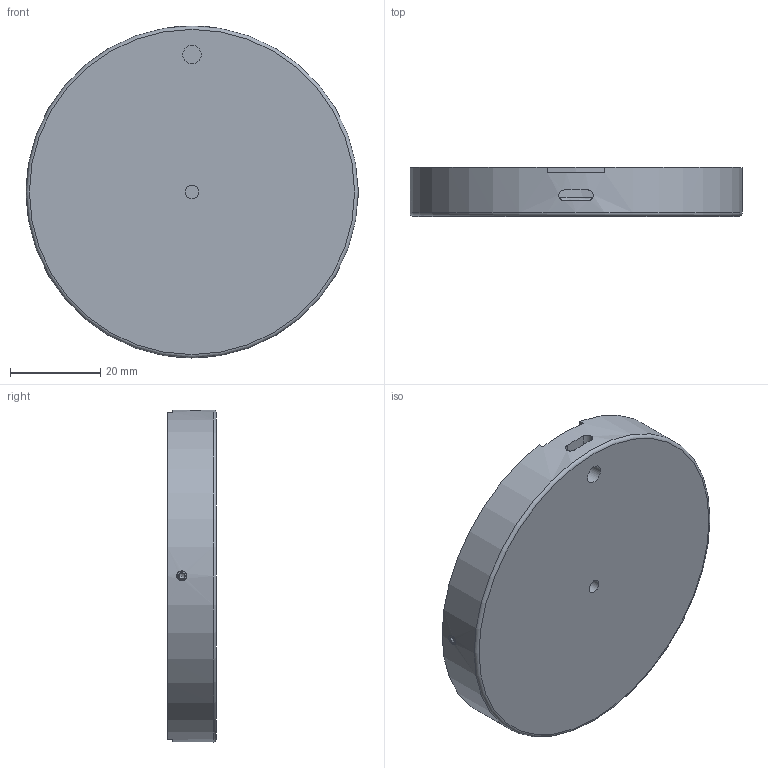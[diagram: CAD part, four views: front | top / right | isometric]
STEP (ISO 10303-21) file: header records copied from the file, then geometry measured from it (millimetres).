
FILE_DESCRIPTION(/* description */ (''),/* implementation_level */ '2;1');
FILE_NAME(/* name */ 'QLA383.stp',/* time_stamp */ '2014-12-12T15:11:27-08:00',/* author */ ('Maciej'),/* organization */ (''),/* preprocessor_version */ 'ST-DEVELOPER v15.2',/* originating_system */ 'Autodesk Inventor 2014',/* authorisation */ '');
FILE_SCHEMA (('CONFIG_CONTROL_DESIGN'));
Length unit declared in the file: inch
Products named in the file (1): QLA383_Shrinkwrap
Bounding box: 73.66 x 10.85 x 73.66 mm (x, y, z)
Surface area: 24086.4 mm2 (no closed solid volume)
Topology: 0 solids, 13 shells, 44 faces, 180 edges, 129 vertices
Faces by surface type: plane 27, cylinder 12, torus 2, cone 2, bspline 1
Full cylindrical faces by diameter (mm): 3.048 x1, 4.089 x1, 68.58 x1, 71.069 x1, 73.66 x1
Entity records: 2312 total; most frequent: CARTESIAN_POINT 872, DIRECTION 281, ORIENTED_EDGE 230, EDGE_CURVE 165, VERTEX_POINT 123, AXIS2_PLACEMENT_3D 110, EDGE_LOOP 69, CIRCLE 66
